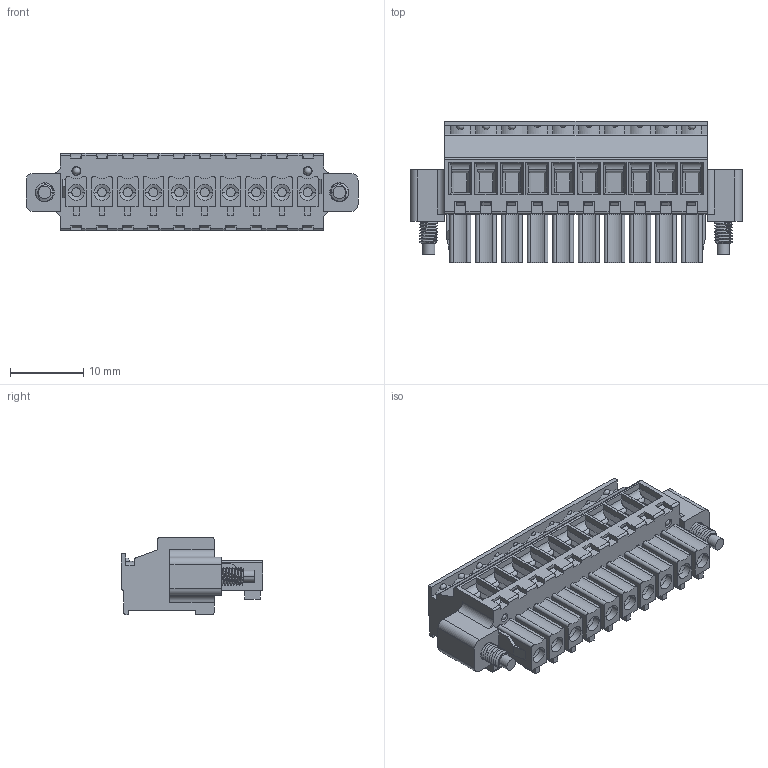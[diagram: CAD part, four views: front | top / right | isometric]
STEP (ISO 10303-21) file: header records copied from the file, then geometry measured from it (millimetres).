
FILE_DESCRIPTION((''),'2;1');
FILE_NAME('WJ15EDGKBM-350-10P','2017-04-15T',('QZY'),(''),'CREO PARAMETRIC BY PTC INC, 2014440','CREO PARAMETRIC BY PTC INC, 2014440','');
FILE_SCHEMA(('CONFIG_CONTROL_DESIGN'));
Length unit declared in the file: millimetre
Products named in the file (1): WJ15EDGKBM-350-10P
Bounding box: 45.2 x 19.2 x 10.5 mm (x, y, z)
Volume: 4682.3 mm3; surface area: 4230 mm2
Topology: 1 solids, 1 shells, 921 faces, 2297 edges, 1462 vertices
Faces by surface type: plane 559, cylinder 202, cone 76, torus 48, bspline 24, sphere 12
Entity records: 32892 total; most frequent: CARTESIAN_POINT 10903, ORIENTED_EDGE 4578, DIRECTION 4399, EDGE_CURVE 2289, VECTOR 1493, LINE 1493, VERTEX_POINT 1462, AXIS2_PLACEMENT_3D 1453
